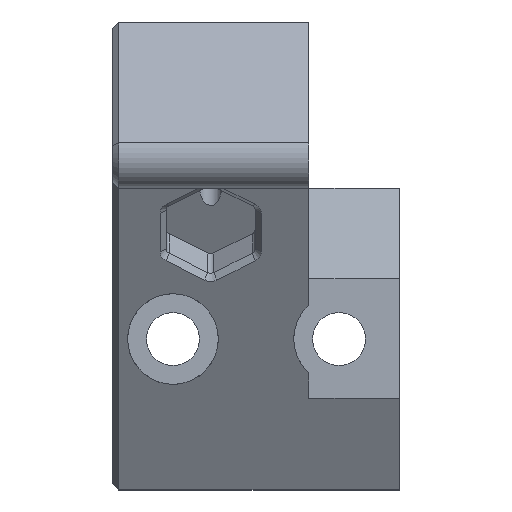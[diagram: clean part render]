
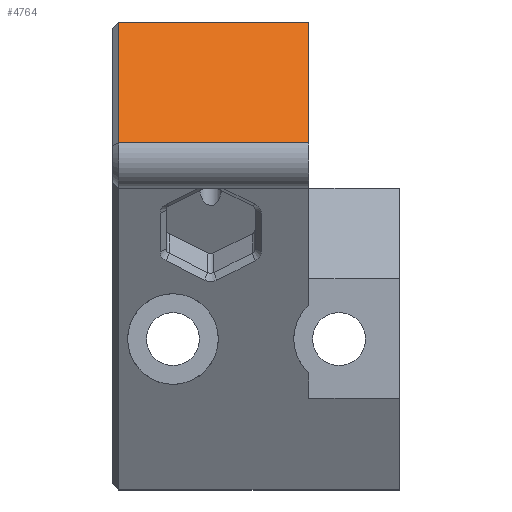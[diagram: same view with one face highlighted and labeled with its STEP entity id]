
A CAD part, front view. The second image highlights one B-rep face of the part: STEP entity #4764.
In plain terms, the highlighted planar face has unit normal (0, -0.866, 0.5).
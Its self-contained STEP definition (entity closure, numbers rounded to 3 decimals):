
#2050 = PLANE('',#2051);
#2051 = AXIS2_PLACEMENT_3D('',#2052,#2053,#2054);
#2052 = CARTESIAN_POINT('',(99.258,681.323,
    0.));
#2053 = DIRECTION('',(1.,0.,0.));
#2054 = DIRECTION('',(0.,1.,0.));
#2076 = CYLINDRICAL_SURFACE('',#2077,2.);
#2077 = AXIS2_PLACEMENT_3D('',#2078,#2079,#2080);
#2078 = CARTESIAN_POINT('',(86.258,683.937,0.5));
#2079 = DIRECTION('',(-1.,0.,0.));
#2080 = DIRECTION('',(0.,0.,-1.));
#4612 = VERTEX_POINT('',#4613);
#4613 = CARTESIAN_POINT('',(86.658,682.204,
    1.5));
#4651 = PLANE('',#4652);
#4652 = AXIS2_PLACEMENT_3D('',#4653,#4654,#4655);
#4653 = CARTESIAN_POINT('',(86.458,687.252,
    9.843));
#4654 = DIRECTION('',(-0.707,-0.612,0.354));
#4655 = DIRECTION('',(0.447,0.,0.894));
#4693 = VERTEX_POINT('',#4694);
#4694 = CARTESIAN_POINT('',(86.658,686.823,
    9.5));
#4739 = EDGE_CURVE('',#4612,#4693,#4740,.T.);
#4740 = SURFACE_CURVE('',#4741,(#4745,#4752),.PCURVE_S1.);
#4741 = LINE('',#4742,#4743);
#4742 = CARTESIAN_POINT('',(86.658,687.079,
    9.943));
#4743 = VECTOR('',#4744,1.);
#4744 = DIRECTION('',(0.,0.5,0.866));
#4745 = PCURVE('',#4651,#4746);
#4746 = DEFINITIONAL_REPRESENTATION('',(#4747),#4751);
#4747 = LINE('',#4748,#4749);
#4748 = CARTESIAN_POINT('',(0.179,-0.219));
#4749 = VECTOR('',#4750,1.);
#4750 = DIRECTION('',(0.775,0.632));
#4751 = ( GEOMETRIC_REPRESENTATION_CONTEXT(2) 
PARAMETRIC_REPRESENTATION_CONTEXT() REPRESENTATION_CONTEXT('2D SPACE',''
  ) );
#4752 = PCURVE('',#4753,#4758);
#4753 = PLANE('',#4754);
#4754 = AXIS2_PLACEMENT_3D('',#4755,#4756,#4757);
#4755 = CARTESIAN_POINT('',(86.258,681.323,
    -0.026));
#4756 = DIRECTION('',(0.,0.866,-0.5));
#4757 = DIRECTION('',(0.,0.5,0.866));
#4758 = DEFINITIONAL_REPRESENTATION('',(#4759),#4763);
#4759 = LINE('',#4760,#4761);
#4760 = CARTESIAN_POINT('',(11.511,0.4));
#4761 = VECTOR('',#4762,1.);
#4762 = DIRECTION('',(1.,0.));
#4763 = ( GEOMETRIC_REPRESENTATION_CONTEXT(2) 
PARAMETRIC_REPRESENTATION_CONTEXT() REPRESENTATION_CONTEXT('2D SPACE',''
  ) );
#4764 = ADVANCED_FACE('',(#4765),#4753,.F.);
#4765 = FACE_BOUND('',#4766,.T.);
#4766 = EDGE_LOOP('',(#4767,#4768,#4791,#4814));
#4767 = ORIENTED_EDGE('',*,*,#4739,.F.);
#4768 = ORIENTED_EDGE('',*,*,#4769,.F.);
#4769 = EDGE_CURVE('',#4770,#4612,#4772,.T.);
#4770 = VERTEX_POINT('',#4771);
#4771 = CARTESIAN_POINT('',(99.258,682.204,
    1.5));
#4772 = SURFACE_CURVE('',#4773,(#4777,#4784),.PCURVE_S1.);
#4773 = LINE('',#4774,#4775);
#4774 = CARTESIAN_POINT('',(86.258,682.204,
    1.5));
#4775 = VECTOR('',#4776,1.);
#4776 = DIRECTION('',(-1.,0.,0.));
#4777 = PCURVE('',#4753,#4778);
#4778 = DEFINITIONAL_REPRESENTATION('',(#4779),#4783);
#4779 = LINE('',#4780,#4781);
#4780 = CARTESIAN_POINT('',(1.762,0.));
#4781 = VECTOR('',#4782,1.);
#4782 = DIRECTION('',(0.,-1.));
#4783 = ( GEOMETRIC_REPRESENTATION_CONTEXT(2) 
PARAMETRIC_REPRESENTATION_CONTEXT() REPRESENTATION_CONTEXT('2D SPACE',''
  ) );
#4784 = PCURVE('',#2076,#4785);
#4785 = DEFINITIONAL_REPRESENTATION('',(#4786),#4790);
#4786 = LINE('',#4787,#4788);
#4787 = CARTESIAN_POINT('',(2.094,0.));
#4788 = VECTOR('',#4789,1.);
#4789 = DIRECTION('',(0.,1.));
#4790 = ( GEOMETRIC_REPRESENTATION_CONTEXT(2) 
PARAMETRIC_REPRESENTATION_CONTEXT() REPRESENTATION_CONTEXT('2D SPACE',''
  ) );
#4791 = ORIENTED_EDGE('',*,*,#4792,.F.);
#4792 = EDGE_CURVE('',#4793,#4770,#4795,.T.);
#4793 = VERTEX_POINT('',#4794);
#4794 = CARTESIAN_POINT('',(99.258,686.823,
    9.5));
#4795 = SURFACE_CURVE('',#4796,(#4800,#4807),.PCURVE_S1.);
#4796 = LINE('',#4797,#4798);
#4797 = CARTESIAN_POINT('',(99.258,681.329,
    -0.016));
#4798 = VECTOR('',#4799,1.);
#4799 = DIRECTION('',(0.,-0.5,-0.866));
#4800 = PCURVE('',#4753,#4801);
#4801 = DEFINITIONAL_REPRESENTATION('',(#4802),#4806);
#4802 = LINE('',#4803,#4804);
#4803 = CARTESIAN_POINT('',(0.011,13.));
#4804 = VECTOR('',#4805,1.);
#4805 = DIRECTION('',(-1.,0.));
#4806 = ( GEOMETRIC_REPRESENTATION_CONTEXT(2) 
PARAMETRIC_REPRESENTATION_CONTEXT() REPRESENTATION_CONTEXT('2D SPACE',''
  ) );
#4807 = PCURVE('',#2050,#4808);
#4808 = DEFINITIONAL_REPRESENTATION('',(#4809),#4813);
#4809 = LINE('',#4810,#4811);
#4810 = CARTESIAN_POINT('',(0.006,-0.016));
#4811 = VECTOR('',#4812,1.);
#4812 = DIRECTION('',(-0.5,-0.866));
#4813 = ( GEOMETRIC_REPRESENTATION_CONTEXT(2) 
PARAMETRIC_REPRESENTATION_CONTEXT() REPRESENTATION_CONTEXT('2D SPACE',''
  ) );
#4814 = ORIENTED_EDGE('',*,*,#4815,.F.);
#4815 = EDGE_CURVE('',#4693,#4793,#4816,.T.);
#4816 = SURFACE_CURVE('',#4817,(#4821,#4828),.PCURVE_S1.);
#4817 = LINE('',#4818,#4819);
#4818 = CARTESIAN_POINT('',(86.758,686.823,
    9.5));
#4819 = VECTOR('',#4820,1.);
#4820 = DIRECTION('',(1.,0.,0.));
#4821 = PCURVE('',#4753,#4822);
#4822 = DEFINITIONAL_REPRESENTATION('',(#4823),#4827);
#4823 = LINE('',#4824,#4825);
#4824 = CARTESIAN_POINT('',(11.,0.5));
#4825 = VECTOR('',#4826,1.);
#4826 = DIRECTION('',(0.,1.));
#4827 = ( GEOMETRIC_REPRESENTATION_CONTEXT(2) 
PARAMETRIC_REPRESENTATION_CONTEXT() REPRESENTATION_CONTEXT('2D SPACE',''
  ) );
#4828 = PCURVE('',#4829,#4834);
#4829 = PLANE('',#4830);
#4830 = AXIS2_PLACEMENT_3D('',#4831,#4832,#4833);
#4831 = CARTESIAN_POINT('',(87.258,679.323,
    9.5));
#4832 = DIRECTION('',(0.,0.,1.));
#4833 = DIRECTION('',(-1.,0.,0.));
#4834 = DEFINITIONAL_REPRESENTATION('',(#4835),#4839);
#4835 = LINE('',#4836,#4837);
#4836 = CARTESIAN_POINT('',(0.5,-7.5));
#4837 = VECTOR('',#4838,1.);
#4838 = DIRECTION('',(-1.,0.));
#4839 = ( GEOMETRIC_REPRESENTATION_CONTEXT(2) 
PARAMETRIC_REPRESENTATION_CONTEXT() REPRESENTATION_CONTEXT('2D SPACE',''
  ) );
